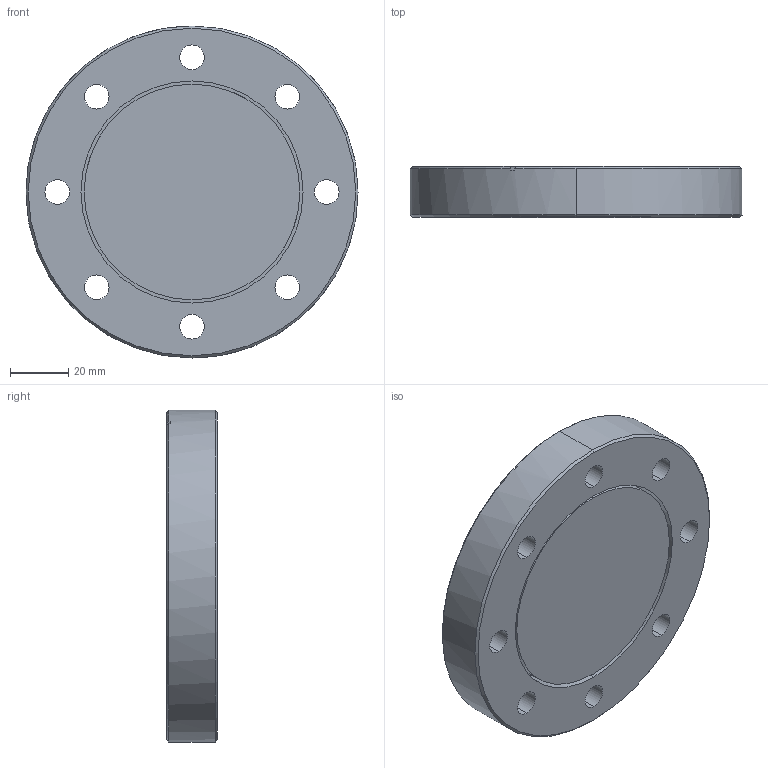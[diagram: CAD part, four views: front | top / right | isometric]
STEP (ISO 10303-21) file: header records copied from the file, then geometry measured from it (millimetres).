
FILE_DESCRIPTION (( 'STEP AP203' ), '1' );
FILE_NAME ('A5800-1-CF.STEP', '2012-11-14T18:44:51', ( '' ), ( '' ), 'SwSTEP 2.0', 'SolidWorks 2012', '' );
FILE_SCHEMA (( 'CONFIG_CONTROL_DESIGN' ));
Length unit declared in the file: inch
Products named in the file (1): A5800-1-CF
Bounding box: 113.54 x 17.27 x 113.54 mm (x, y, z)
Volume: 121035.4 mm3; surface area: 38412.8 mm2
Topology: 1 solids, 1 shells, 71 faces, 174 edges, 113 vertices
Faces by surface type: cylinder 38, plane 18, torus 8, cone 7
Entity records: 4102 total; most frequent: CARTESIAN_POINT 2247, DIRECTION 401, ORIENTED_EDGE 348, EDGE_CURVE 174, AXIS2_PLACEMENT_3D 171, VERTEX_POINT 113, CIRCLE 99, EDGE_LOOP 95
